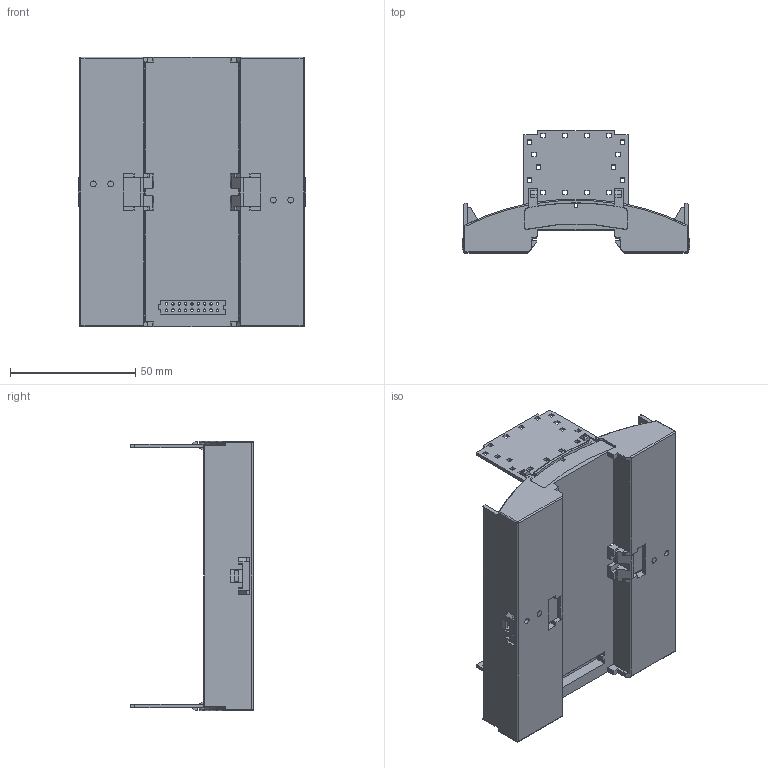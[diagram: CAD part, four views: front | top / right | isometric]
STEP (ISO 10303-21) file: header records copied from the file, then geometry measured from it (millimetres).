
FILE_DESCRIPTION(('Creo Elements/Direct Modeling STEP Export'),'2;1');
FILE_NAME('model.stp','2022-01-26T17:29:38',(''),(''),'Creo Elements/Direct Modeling STEP processor for AP214 (Solid Model)','Creo Elements/Direct Modeling 20.1D 10-Oct-2020 (C) Parametric Technology GmbH','');
FILE_SCHEMA(('AUTOMOTIVE_DESIGN { 1 0 10303 214 1 1 1 1 }'));
Length unit declared in the file: millimetre
Products named in the file (3): Fussriegel_14.4_L30_Sperr_H.Select__00370451_Nr2; BC_107.6_GEH-UT_HBUS__H.Select__00383663; BC_107.6_UT_HBUS__TECDOC_00867761
Assembly tree (3 placements, depth 2):
  BC_107.6_UT_HBUS__TECDOC_00867761
    BC_107.6_GEH-UT_HBUS__H.Select__00383663
    Fussriegel_14.4_L30_Sperr_H.Select__00370451_Nr2  x2
Bounding box: 91 x 48.9 x 107.6 mm (x, y, z)
Volume: 36897.9 mm3; surface area: 46132.7 mm2
Topology: 3 solids, 3 shells, 639 faces, 1910 edges, 1252 vertices
Faces by surface type: plane 525, cylinder 86, cone 18, torus 6, sphere 4
Entity records: 20916 total; most frequent: CARTESIAN_POINT 4327, ORIENTED_EDGE 3594, DIRECTION 3058, EDGE_CURVE 1797, VECTOR 1544, LINE 1544, VERTEX_POINT 1180, AXIS2_PLACEMENT_3D 757
